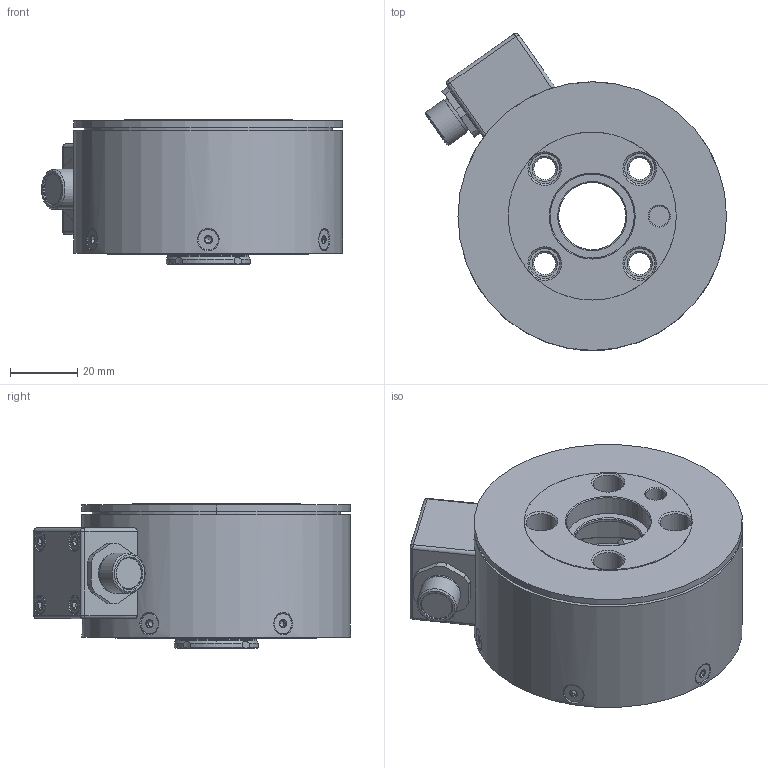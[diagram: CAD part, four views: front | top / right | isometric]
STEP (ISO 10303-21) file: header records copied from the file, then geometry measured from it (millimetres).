
FILE_DESCRIPTION(/* description */ ('Alibre Inc.'),/* implementation_level */ '2;1');
FILE_NAME(/* name */ 'export0',/* time_stamp */ '2017-08-22T11:22:50+02:00',/* author */ (''),/* organization */ (''),/* preprocessor_version */ 'ST-DEVELOPER v14',/* originating_system */ 'Alibre',/* authorisation */ '');
FILE_SCHEMA (('CONFIG_CONTROL_DESIGN'));
Length unit declared in the file: millimetre
Products named in the file (12): F6D-80_001(a); ID_1; HI_ENGEL DIN 912-8.8 M3x8; HI_ENGEL DIN 7991-A2 M3x8 VG; ID_2; ID_3; ID_4
Bounding box: 89.67 x 94.43 x 43 mm (x, y, z)
Volume: 79837.8 mm3; surface area: 56218.8 mm2
Topology: 23 solids, 23 shells, 766 faces, 2015 edges, 1251 vertices
Faces by surface type: plane 299, cylinder 230, cone 151, torus 82, sphere 4
Full cylindrical faces by diameter (mm): 1.2 x24, 2.459 x4, 3 x13, 3.2 x4, 3.3 x6, 5.5 x7, 6 x10, 6.5 x4, 9.25 x1, 11.5 x1, 12 x5, 13 x1, 14.376 x1, 15.3 x4, 18 x2, 73.5 x1, 75.8 x1, 76 x1, 76.4 x1, 80 x1
Entity records: 15458 total; most frequent: CARTESIAN_POINT 4582, ORIENTED_EDGE 1904, DIRECTION 1818, EDGE_CURVE 952, AXIS2_PLACEMENT_3D 803, VERTEX_POINT 650, FACE_BOUND 594, EDGE_LOOP 590
